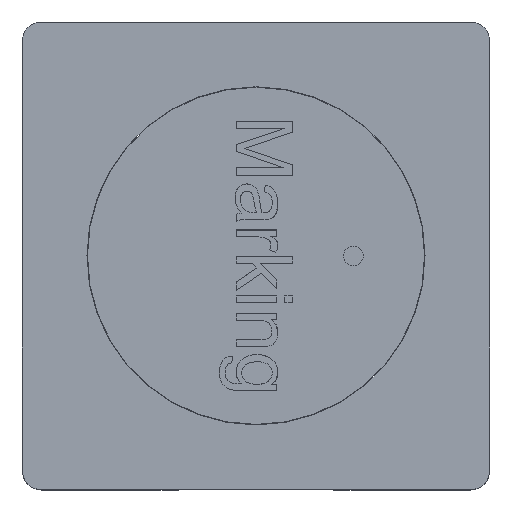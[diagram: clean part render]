
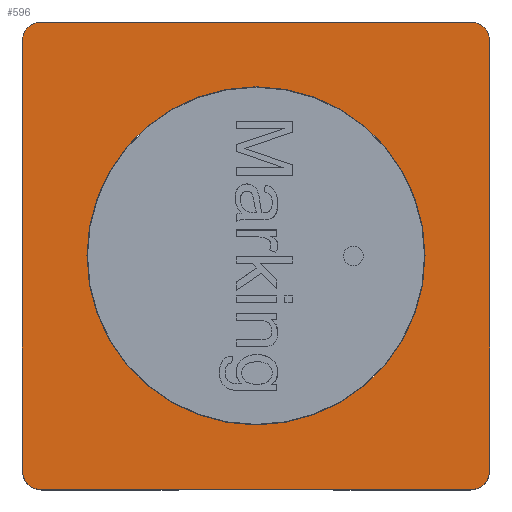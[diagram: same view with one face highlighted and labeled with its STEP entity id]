
A CAD part, top view. The second image highlights one B-rep face of the part: STEP entity #596.
In plain terms, the highlighted planar face has unit normal (0, 0, 1).
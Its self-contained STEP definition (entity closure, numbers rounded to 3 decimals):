
#596=ADVANCED_FACE('',(#1245,#1246),#1247,.T.);
#1245=FACE_OUTER_BOUND('',#2338,.T.);
#1246=FACE_BOUND('',#2339,.T.);
#1247=PLANE('',#2340);
#2338=EDGE_LOOP('',(#5599,#5600,#5601,#5602,#5603,#5604,#5605,#5606));
#2339=EDGE_LOOP('',(#5607,#5608,#5609));
#2340=AXIS2_PLACEMENT_3D('',#5610,#5611,#5612);
#5599=ORIENTED_EDGE('',*,*,#6651,.T.);
#5600=ORIENTED_EDGE('',*,*,#6642,.T.);
#5601=ORIENTED_EDGE('',*,*,#6654,.T.);
#5602=ORIENTED_EDGE('',*,*,#6655,.T.);
#5603=ORIENTED_EDGE('',*,*,#6656,.T.);
#5604=ORIENTED_EDGE('',*,*,#6657,.T.);
#5605=ORIENTED_EDGE('',*,*,#6647,.T.);
#5606=ORIENTED_EDGE('',*,*,#6658,.T.);
#5607=ORIENTED_EDGE('',*,*,#6659,.T.);
#5608=ORIENTED_EDGE('',*,*,#6638,.T.);
#5609=ORIENTED_EDGE('',*,*,#6660,.T.);
#5610=CARTESIAN_POINT('',(-2.4,-2.4,0.0));
#5611=DIRECTION('',(0.0,0.0,1.0));
#5612=DIRECTION('',(1.0,-0.0,0.0));
#6638=EDGE_CURVE('',#7735,#7739,#7741,.T.);
#6642=EDGE_CURVE('',#7748,#7746,#7749,.T.);
#6647=EDGE_CURVE('',#7757,#7755,#7758,.T.);
#6651=EDGE_CURVE('',#7763,#7748,#7764,.T.);
#6654=EDGE_CURVE('',#7746,#7767,#7768,.T.);
#6655=EDGE_CURVE('',#7767,#7769,#7770,.T.);
#6656=EDGE_CURVE('',#7769,#7771,#7772,.T.);
#6657=EDGE_CURVE('',#7771,#7757,#7773,.T.);
#6658=EDGE_CURVE('',#7755,#7763,#7774,.T.);
#6659=EDGE_CURVE('',#7775,#7735,#7776,.T.);
#6660=EDGE_CURVE('',#7739,#7775,#7777,.T.);
#7735=VERTEX_POINT('',#11561);
#7739=VERTEX_POINT('',#11566);
#7741=CIRCLE('',#11569,1.735);
#7746=VERTEX_POINT('',#11574);
#7748=VERTEX_POINT('',#11577);
#7749=CIRCLE('',#11578,0.2);
#7755=VERTEX_POINT('',#11586);
#7757=VERTEX_POINT('',#11589);
#7758=LINE('',#11590,#11591);
#7763=VERTEX_POINT('',#11598);
#7764=LINE('',#11599,#11600);
#7767=VERTEX_POINT('',#11604);
#7768=LINE('',#11605,#11606);
#7769=VERTEX_POINT('',#11607);
#7770=CIRCLE('',#11608,0.2);
#7771=VERTEX_POINT('',#11609);
#7772=LINE('',#11610,#11611);
#7773=CIRCLE('',#11612,0.2);
#7774=CIRCLE('',#11613,0.2);
#7775=VERTEX_POINT('',#11614);
#7776=CIRCLE('',#11615,1.735);
#7777=CIRCLE('',#11616,1.735);
#11561=CARTESIAN_POINT('',(1.735,0.,0.0));
#11566=CARTESIAN_POINT('',(-1.735,0.,0.0));
#11569=AXIS2_PLACEMENT_3D('',#12324,#12325,#12326);
#11574=CARTESIAN_POINT('',(2.4,-2.2,0.0));
#11577=CARTESIAN_POINT('',(2.2,-2.4,0.0));
#11578=AXIS2_PLACEMENT_3D('',#12331,#12332,#12333);
#11586=CARTESIAN_POINT('',(-2.4,-2.2,0.0));
#11589=CARTESIAN_POINT('',(-2.4,2.2,0.0));
#11590=CARTESIAN_POINT('',(-2.4,2.4,0.0));
#11591=VECTOR('',#12337,1000.0);
#11598=CARTESIAN_POINT('',(-2.2,-2.4,0.0));
#11599=CARTESIAN_POINT('',(-2.4,-2.4,0.0));
#11600=VECTOR('',#12340,1000.0);
#11604=CARTESIAN_POINT('',(2.4,2.2,0.0));
#11605=CARTESIAN_POINT('',(2.4,-2.4,0.0));
#11606=VECTOR('',#12342,1000.0);
#11607=CARTESIAN_POINT('',(2.2,2.4,0.0));
#11608=AXIS2_PLACEMENT_3D('',#12343,#12344,#12345);
#11609=CARTESIAN_POINT('',(-2.2,2.4,0.0));
#11610=CARTESIAN_POINT('',(2.4,2.4,0.0));
#11611=VECTOR('',#12346,1000.0);
#11612=AXIS2_PLACEMENT_3D('',#12347,#12348,#12349);
#11613=AXIS2_PLACEMENT_3D('',#12350,#12351,#12352);
#11614=CARTESIAN_POINT('',(0.,1.735,0.0));
#11615=AXIS2_PLACEMENT_3D('',#12353,#12354,#12355);
#11616=AXIS2_PLACEMENT_3D('',#12356,#12357,#12358);
#12324=CARTESIAN_POINT('',(0.,0.,0.0));
#12325=DIRECTION('',(0.0,0.0,-1.0));
#12326=DIRECTION('',(0.0,1.0,0.0));
#12331=CARTESIAN_POINT('',(2.2,-2.2,0.0));
#12332=DIRECTION('',(0.0,0.0,1.0));
#12333=DIRECTION('',(1.0,0.0,0.0));
#12337=DIRECTION('',(0.0,-1.0,0.0));
#12340=DIRECTION('',(1.0,0.,0.0));
#12342=DIRECTION('',(0.0,1.0,0.0));
#12343=CARTESIAN_POINT('',(2.2,2.2,0.0));
#12344=DIRECTION('',(0.0,0.0,1.0));
#12345=DIRECTION('',(1.0,0.0,0.0));
#12346=DIRECTION('',(-1.0,0.,0.0));
#12347=CARTESIAN_POINT('',(-2.2,2.2,0.0));
#12348=DIRECTION('',(0.0,0.0,1.0));
#12349=DIRECTION('',(1.0,0.0,0.0));
#12350=CARTESIAN_POINT('',(-2.2,-2.2,0.0));
#12351=DIRECTION('',(0.0,0.0,1.0));
#12352=DIRECTION('',(1.0,0.0,0.0));
#12353=CARTESIAN_POINT('',(0.,0.,0.0));
#12354=DIRECTION('',(0.0,0.0,-1.0));
#12355=DIRECTION('',(0.0,1.0,0.0));
#12356=CARTESIAN_POINT('',(0.,0.,0.0));
#12357=DIRECTION('',(0.0,0.0,-1.0));
#12358=DIRECTION('',(0.0,1.0,0.0));
